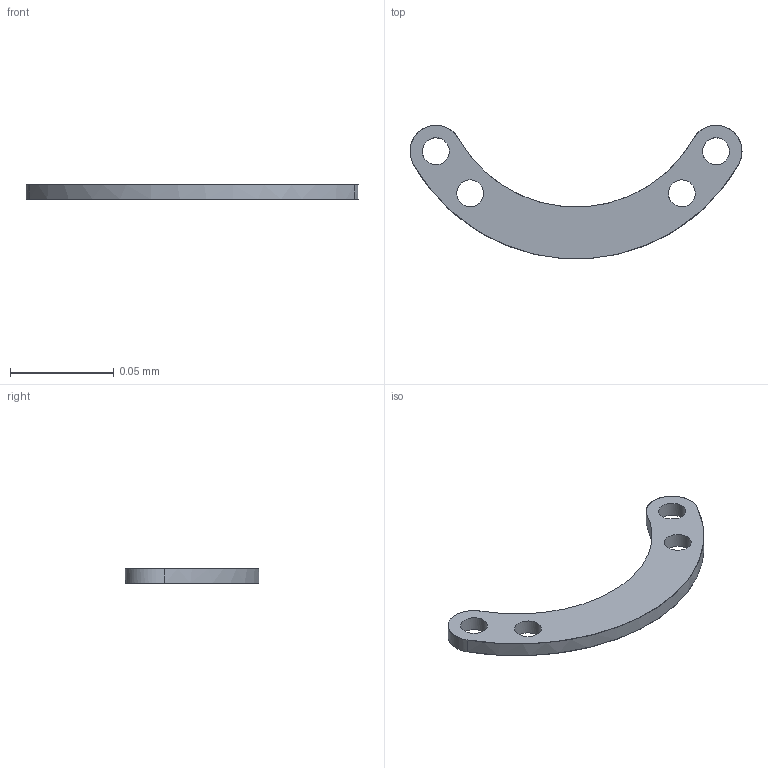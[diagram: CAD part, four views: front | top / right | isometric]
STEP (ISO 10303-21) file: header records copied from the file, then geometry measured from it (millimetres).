
FILE_DESCRIPTION(('Open CASCADE Model'),'2;1');
FILE_NAME('Open CASCADE Shape Model','2021-04-22T11:22:05',('Author'),( 'Open CASCADE'),'Open CASCADE STEP processor 6.5','Open CASCADE 6.5' ,'Unknown');
FILE_SCHEMA(('AUTOMOTIVE_DESIGN_CC2 { 1 2 10303 214 -1 1 5 4 }'));
Length unit declared in the file: millimetre
Products named in the file (11): Open CASCADE STEP translator 6.5 1; Open CASCADE STEP translator 6.5 1.1; Open CASCADE STEP translator 6.5 1.2; Open CASCADE STEP translator 6.5 1.3; Open CASCADE STEP translator 6.5 1.4; Open CASCADE STEP translator 6.5 1.5; Open CASCADE STEP translator 6.5 1.6; Open CASCADE STEP translator 6.5 1.7; Open CASCADE STEP translator 6.5 1.8; Open CASCADE STEP translator 6.5 1.9; Open CASCADE STEP translator 6.5 1.10
Assembly tree (10 placements, depth 2):
  Open CASCADE STEP translator 6.5 1
    Open CASCADE STEP translator 6.5 1.1
    Open CASCADE STEP translator 6.5 1.2
    Open CASCADE STEP translator 6.5 1.3
    Open CASCADE STEP translator 6.5 1.4
    Open CASCADE STEP translator 6.5 1.5
    Open CASCADE STEP translator 6.5 1.6
    Open CASCADE STEP translator 6.5 1.7
    Open CASCADE STEP translator 6.5 1.8
    Open CASCADE STEP translator 6.5 1.9
    Open CASCADE STEP translator 6.5 1.10
Bounding box: 0.16 x 0.06 x 0.01 mm (x, y, z)
Surface area: 0 mm2 (no closed solid volume)
Topology: 0 solids, 10 shells, 10 faces, 44 edges, 40 vertices
Faces by surface type: cylinder 8, plane 2
Full cylindrical faces by diameter (mm): 0.013 x4
Entity records: 1168 total; most frequent: CARTESIAN_POINT 469, DIRECTION 86, ORIENTED_EDGE 48, PCURVE 48, DEFINITIONAL_REPRESENTATION 48, EDGE_CURVE 44, VERTEX_POINT 40, SURFACE_CURVE 40
